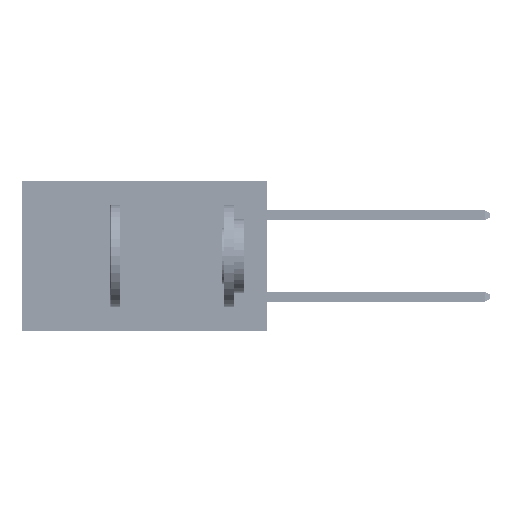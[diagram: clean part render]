
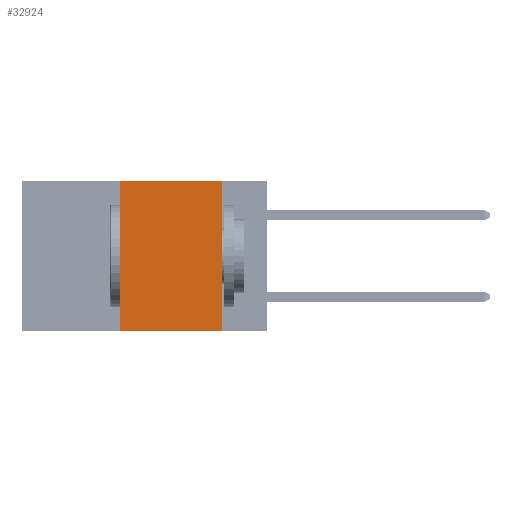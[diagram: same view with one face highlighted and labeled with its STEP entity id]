
A CAD part, left-side view. The second image highlights one B-rep face of the part: STEP entity #32924.
In plain terms, the highlighted planar face has unit normal (-1, 0, 0).
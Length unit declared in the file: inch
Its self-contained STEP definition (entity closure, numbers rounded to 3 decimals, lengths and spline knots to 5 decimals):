
#3380 = CARTESIAN_POINT ( 'NONE',  ( 0., 0.11, -0.37 ) ) ;
#4200 = PLANE ( 'NONE',  #29761 ) ;
#5040 = CARTESIAN_POINT ( 'NONE',  ( 0., 0.36, -0.37 ) ) ;
#5082 = ORIENTED_EDGE ( 'NONE', *, *, #24388, .F. ) ;
#5325 = LINE ( 'NONE', #7963, #26656 ) ;
#7412 = LINE ( 'NONE', #22128, #45050 ) ;
#7963 = CARTESIAN_POINT ( 'NONE',  ( 0., 0.11, 0. ) ) ;
#12952 = FACE_OUTER_BOUND ( 'NONE', #35683, .T. ) ;
#13204 = EDGE_CURVE ( 'NONE', #42543, #15852, #5325, .T. ) ;
#13354 = LINE ( 'NONE', #25624, #14522 ) ;
#13487 = DIRECTION ( 'NONE',  ( 0., 0., -1. ) ) ;
#14522 = VECTOR ( 'NONE', #46332, 39.37008 ) ;
#15852 = VERTEX_POINT ( 'NONE', #3380 ) ;
#16377 = DIRECTION ( 'NONE',  ( 0., -1., 0. ) ) ;
#20522 = DIRECTION ( 'NONE',  ( 1., 0., 0. ) ) ;
#21199 = EDGE_CURVE ( 'NONE', #39444, #15852, #13354, .T. ) ;
#22128 = CARTESIAN_POINT ( 'NONE',  ( 0., 0.36, 0. ) ) ;
#22814 = DIRECTION ( 'NONE',  ( 0., 0., 1. ) ) ;
#24388 = EDGE_CURVE ( 'NONE', #39444, #38526, #7412, .T. ) ;
#25173 = CARTESIAN_POINT ( 'NONE',  ( 0., 0.6, 0. ) ) ;
#25624 = CARTESIAN_POINT ( 'NONE',  ( 0., 0.6, -0.37 ) ) ;
#26656 = VECTOR ( 'NONE', #48300, 39.37008 ) ;
#29761 = AXIS2_PLACEMENT_3D ( 'NONE', #36117, #20522, #13487 ) ;
#31580 = CARTESIAN_POINT ( 'NONE',  ( 0., 0.36, 0. ) ) ;
#32924 = ADVANCED_FACE ( 'NONE', ( #12952 ), #4200, .F. ) ;
#35193 = VECTOR ( 'NONE', #16377, 39.37008 ) ;
#35544 = ORIENTED_EDGE ( 'NONE', *, *, #21199, .T. ) ;
#35683 = EDGE_LOOP ( 'NONE', ( #42110, #36793, #5082, #35544 ) ) ;
#36117 = CARTESIAN_POINT ( 'NONE',  ( 0., 0.6, 0. ) ) ;
#36793 = ORIENTED_EDGE ( 'NONE', *, *, #48572, .F. ) ;
#38526 = VERTEX_POINT ( 'NONE', #31580 ) ;
#39444 = VERTEX_POINT ( 'NONE', #5040 ) ;
#42001 = CARTESIAN_POINT ( 'NONE',  ( 0., 0.11, 0. ) ) ;
#42110 = ORIENTED_EDGE ( 'NONE', *, *, #13204, .F. ) ;
#42543 = VERTEX_POINT ( 'NONE', #42001 ) ;
#45050 = VECTOR ( 'NONE', #22814, 39.37008 ) ;
#46332 = DIRECTION ( 'NONE',  ( 0., -1., 0. ) ) ;
#48300 = DIRECTION ( 'NONE',  ( 0., 0., -1. ) ) ;
#48401 = LINE ( 'NONE', #25173, #35193 ) ;
#48572 = EDGE_CURVE ( 'NONE', #38526, #42543, #48401, .T. ) ;
